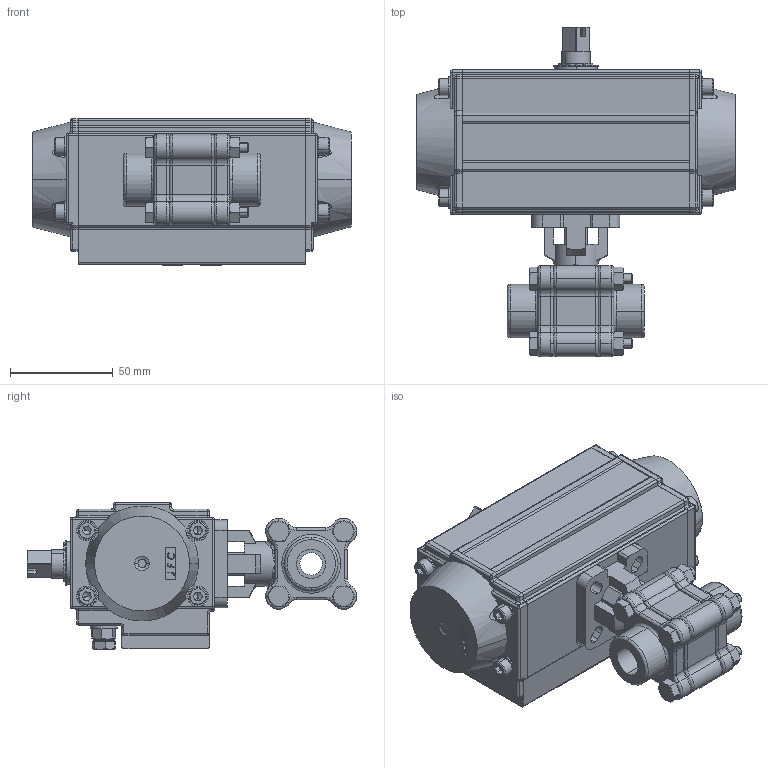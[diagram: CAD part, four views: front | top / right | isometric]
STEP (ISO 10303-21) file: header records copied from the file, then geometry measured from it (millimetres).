
FILE_DESCRIPTION (( 'STEP AP203' ), '1' );
FILE_NAME ('1-46XXFTCTFT0050D.STEP', '2021-06-23T18:29:41', ( '' ), ( '' ), 'SwSTEP 2.0', 'SolidWorks 2019', '' );
FILE_SCHEMA (( 'CONFIG_CONTROL_DESIGN' ));
Length unit declared in the file: inch
Products named in the file (20): 0.25 DM4600F - End Cap; Right Cap; hex nut style 1_am_B18.2.4.1M - Hex nut, Style 1,  M6 x 1 --D-N; hex cap screw_am_B18.2.3.1M - Hex cap screw, M6 x 1.0 x 25 --25N; flat washer narrow_am_B18.22M - Plain washer, 6 mm, narrow; Body; o-rings_am_J515160x0061H; 90967A175_STAINLESS STEEL EXTERNAL RETAINING RING (1)_90967A175; 0.25 DM4600F - Bolt; 90214A438_TYPE 316 STAINLESS STEEL ROUND SHIM (1)_90214A438; JFC050 with position indicator open position_Open Position; 0.25 DM4600F - Stem; 93475A240_TYPE 18-8 STAINLESS STEEL FLAT WASHER (1)_93475A240; 0.25 DM4600F - Bolt Nut; Left Cap; socket head cap screw_am_B18.3.1M - 5 x 0.8 x 16 Hex SHCS -- 16NHX; 0.25 DM4600F - Body; washer; 1-46XXFTCTFT0050D; JFC050 - Stem
Assembly tree (44 placements, depth 3):
  1-46XXFTCTFT0050D
    0.25 DM4600F - Body
    0.25 DM4600F - End Cap  x2
    0.25 DM4600F - Stem
    0.25 DM4600F - Bolt  x4
    0.25 DM4600F - Bolt Nut  x4
    JFC050 with position indicator open position_Open Position
      Body
      hex cap screw_am_B18.2.3.1M - Hex cap screw, M6 x 1.0 x 25 --25N  x2
      o-rings_am_J515160x0061H  x2
      flat washer narrow_am_B18.22M - Plain washer, 6 mm, narrow  x2
      hex nut style 1_am_B18.2.4.1M - Hex nut, Style 1,  M6 x 1 --D-N  x2
      Left Cap
      socket head cap screw_am_B18.3.1M - 5 x 0.8 x 16 Hex SHCS -- 16NHX  x8
      JFC050 - Stem
      Right Cap
      93475A240_TYPE 18-8 STAINLESS STEEL FLAT WASHER (1)_93475A240  x8
      90967A175_STAINLESS STEEL EXTERNAL RETAINING RING (1)_90967A175
      90214A438_TYPE 316 STAINLESS STEEL ROUND SHIM (1)_90214A438
      washer
Bounding box: 155.04 x 160.08 x 71.12 mm (x, y, z)
Volume: 486635.2 mm3; surface area: 158273 mm2
Topology: 63 solids, 63 shells, 1663 faces, 3970 edges, 2396 vertices
Faces by surface type: cylinder 586, plane 550, cone 302, torus 118, bspline 81, sphere 26
Entity records: 43455 total; most frequent: CARTESIAN_POINT 13017, DIRECTION 6001, ORIENTED_EDGE 5592, EDGE_CURVE 2796, AXIS2_PLACEMENT_3D 2384, VERTEX_POINT 1753, EDGE_LOOP 1339, CIRCLE 1242
